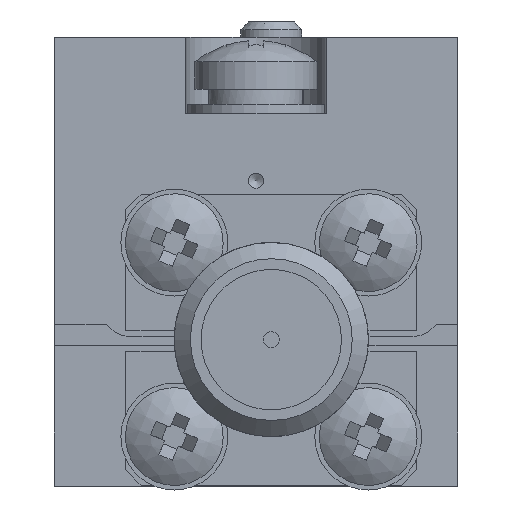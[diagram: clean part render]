
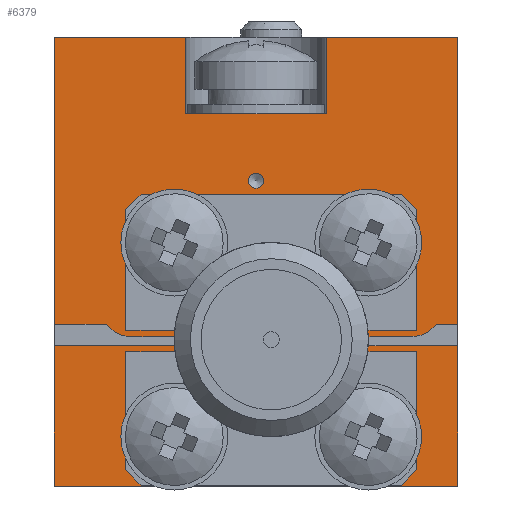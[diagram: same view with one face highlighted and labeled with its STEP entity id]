
A CAD part, left-side view. The second image highlights one B-rep face of the part: STEP entity #6379.
In plain terms, the highlighted planar face has unit normal (-1, 0, 0).
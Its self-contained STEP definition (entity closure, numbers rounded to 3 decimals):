
#6379=ADVANCED_FACE('',(#18918,#18920,#18922,#18924,#18926,#18928),#18930,.F.);
#18918=FACE_BOUND('',#18919,.T.);
#18919=EDGE_LOOP('',(#32178,#32179,#32180,#32181,#32182,#32183,#32184,#32185,#32186,
#32187,#32188,#32189,#32190,#32191,#32192,#32193,#32194,#32195,#32196,#32197));
#18920=FACE_BOUND('',#18921,.T.);
#18921=EDGE_LOOP('',(#32198));
#18922=FACE_BOUND('',#18923,.T.);
#18923=EDGE_LOOP('',(#32199));
#18924=FACE_BOUND('',#18925,.T.);
#18925=EDGE_LOOP('',(#32200));
#18926=FACE_BOUND('',#18927,.T.);
#18927=EDGE_LOOP('',(#32201));
#18928=FACE_BOUND('',#18929,.T.);
#18929=EDGE_LOOP('',(#32202));
#18930=PLANE('',#18931);
#18931=AXIS2_PLACEMENT_3D('',#18932,#18933,#18934);
#18932=CARTESIAN_POINT('',(-27.5,6.6,14.7));
#18933=DIRECTION('',(1.,0.,-0.));
#18934=DIRECTION('',(0.,1.,0.));
#32178=ORIENTED_EDGE('',*,*,#38252,.F.);
#32179=ORIENTED_EDGE('',*,*,#38253,.F.);
#32180=ORIENTED_EDGE('',*,*,#38254,.F.);
#32181=ORIENTED_EDGE('',*,*,#38255,.T.);
#32182=ORIENTED_EDGE('',*,*,#38256,.F.);
#32183=ORIENTED_EDGE('',*,*,#38231,.T.);
#32184=ORIENTED_EDGE('',*,*,#38257,.F.);
#32185=ORIENTED_EDGE('',*,*,#38258,.F.);
#32186=ORIENTED_EDGE('',*,*,#38259,.F.);
#32187=ORIENTED_EDGE('',*,*,#38260,.F.);
#32188=ORIENTED_EDGE('',*,*,#38261,.F.);
#32189=ORIENTED_EDGE('',*,*,#38227,.T.);
#32190=ORIENTED_EDGE('',*,*,#38262,.T.);
#32191=ORIENTED_EDGE('',*,*,#37877,.F.);
#32192=ORIENTED_EDGE('',*,*,#38263,.F.);
#32193=ORIENTED_EDGE('',*,*,#38264,.F.);
#32194=ORIENTED_EDGE('',*,*,#38265,.F.);
#32195=ORIENTED_EDGE('',*,*,#38266,.F.);
#32196=ORIENTED_EDGE('',*,*,#38267,.F.);
#32197=ORIENTED_EDGE('',*,*,#37873,.F.);
#32198=ORIENTED_EDGE('',*,*,#37486,.F.);
#32199=ORIENTED_EDGE('',*,*,#37488,.F.);
#32200=ORIENTED_EDGE('',*,*,#37490,.F.);
#32201=ORIENTED_EDGE('',*,*,#37492,.F.);
#32202=ORIENTED_EDGE('',*,*,#37494,.F.);
#37486=EDGE_CURVE('',#41536,#41536,#41537,.T.);
#37488=EDGE_CURVE('',#41540,#41540,#41541,.T.);
#37490=EDGE_CURVE('',#41544,#41544,#41545,.T.);
#37492=EDGE_CURVE('',#41548,#41548,#41549,.T.);
#37494=EDGE_CURVE('',#41552,#41552,#41553,.T.);
#37873=EDGE_CURVE('',#42309,#42311,#42312,.T.);
#37877=EDGE_CURVE('',#42317,#42319,#42320,.T.);
#38227=EDGE_CURVE('',#43015,#43013,#43016,.T.);
#38231=EDGE_CURVE('',#43023,#43021,#43024,.T.);
#38252=EDGE_CURVE('',#43064,#42309,#43065,.T.);
#38253=EDGE_CURVE('',#43066,#43064,#43067,.T.);
#38254=EDGE_CURVE('',#43068,#43066,#43069,.T.);
#38255=EDGE_CURVE('',#43068,#43070,#43071,.T.);
#38256=EDGE_CURVE('',#43023,#43070,#43072,.T.);
#38257=EDGE_CURVE('',#43073,#43021,#43074,.T.);
#38258=EDGE_CURVE('',#43075,#43073,#43076,.T.);
#38259=EDGE_CURVE('',#43077,#43075,#43078,.T.);
#38260=EDGE_CURVE('',#43079,#43077,#43080,.T.);
#38261=EDGE_CURVE('',#43015,#43079,#43081,.T.);
#38262=EDGE_CURVE('',#43013,#42319,#43082,.T.);
#38263=EDGE_CURVE('',#43083,#42317,#43084,.T.);
#38264=EDGE_CURVE('',#43085,#43083,#43086,.T.);
#38265=EDGE_CURVE('',#43087,#43085,#43088,.T.);
#38266=EDGE_CURVE('',#43089,#43087,#43090,.T.);
#38267=EDGE_CURVE('',#42311,#43089,#43091,.T.);
#41536=VERTEX_POINT('',#53325);
#41537=CIRCLE('',#53326,0.25);
#41540=VERTEX_POINT('',#53436);
#41541=CIRCLE('',#53437,0.625);
#41544=VERTEX_POINT('',#53547);
#41545=CIRCLE('',#53548,0.625);
#41548=VERTEX_POINT('',#53658);
#41549=CIRCLE('',#53659,0.625);
#41552=VERTEX_POINT('',#53769);
#41553=CIRCLE('',#53770,0.625);
#42309=VERTEX_POINT('',#57222);
#42311=VERTEX_POINT('',#57226);
#42312=LINE('',#57227,#57228);
#42317=VERTEX_POINT('',#57238);
#42319=VERTEX_POINT('',#57242);
#42320=LINE('',#57243,#57244);
#43013=VERTEX_POINT('',#63361);
#43015=VERTEX_POINT('',#63365);
#43016=LINE('',#63366,#63367);
#43021=VERTEX_POINT('',#63377);
#43023=VERTEX_POINT('',#63381);
#43024=LINE('',#63382,#63383);
#43064=VERTEX_POINT('',#63464);
#43065=LINE('',#63465,#63466);
#43066=VERTEX_POINT('',#63468);
#43067=LINE('',#63469,#63470);
#43068=VERTEX_POINT('',#63472);
#43069=LINE('',#63473,#63474);
#43070=VERTEX_POINT('',#63476);
#43071=LINE('',#63477,#63478);
#43072=LINE('',#63480,#63481);
#43073=VERTEX_POINT('',#63483);
#43074=LINE('',#63484,#63485);
#43075=VERTEX_POINT('',#63487);
#43076=CIRCLE('',#63488,1.);
#43077=VERTEX_POINT('',#63492);
#43078=LINE('',#63493,#63494);
#43079=VERTEX_POINT('',#63496);
#43080=LINE('',#63497,#63498);
#43081=LINE('',#63500,#63501);
#43082=LINE('',#63503,#63504);
#43083=VERTEX_POINT('',#63506);
#43084=LINE('',#63507,#63508);
#43085=VERTEX_POINT('',#63510);
#43086=LINE('',#63511,#63512);
#43087=VERTEX_POINT('',#63514);
#43088=LINE('',#63515,#63516);
#43089=VERTEX_POINT('',#63518);
#43090=CIRCLE('',#63519,1.);
#43091=LINE('',#63523,#63524);
#53325=CARTESIAN_POINT('',(-27.5,0.,10.25));
#53326=AXIS2_PLACEMENT_3D('',#53327,#53328,#53329);
#53327=CARTESIAN_POINT('',(-27.5,0.,10.));
#53328=DIRECTION('',(-1.,0.,0.));
#53329=DIRECTION('',(0.,0.,-1.));
#53436=CARTESIAN_POINT('',(-27.5,2.675,8.6));
#53437=AXIS2_PLACEMENT_3D('',#53438,#53439,#53440);
#53438=CARTESIAN_POINT('',(-27.5,2.675,7.975));
#53439=DIRECTION('',(-1.,0.,0.));
#53440=DIRECTION('',(-0.,0.,-1.));
#53547=CARTESIAN_POINT('',(-27.5,-3.675,8.6));
#53548=AXIS2_PLACEMENT_3D('',#53549,#53550,#53551);
#53549=CARTESIAN_POINT('',(-27.5,-3.675,7.975));
#53550=DIRECTION('',(-1.,0.,0.));
#53551=DIRECTION('',(-0.,0.,-1.));
#53658=CARTESIAN_POINT('',(-27.5,-3.675,2.25));
#53659=AXIS2_PLACEMENT_3D('',#53660,#53661,#53662);
#53660=CARTESIAN_POINT('',(-27.5,-3.675,1.625));
#53661=DIRECTION('',(-1.,0.,0.));
#53662=DIRECTION('',(-0.,0.,-1.));
#53769=CARTESIAN_POINT('',(-27.5,2.675,2.25));
#53770=AXIS2_PLACEMENT_3D('',#53771,#53772,#53773);
#53771=CARTESIAN_POINT('',(-27.5,2.675,1.625));
#53772=DIRECTION('',(-1.,0.,0.));
#53773=DIRECTION('',(-0.,0.,-1.));
#57222=CARTESIAN_POINT('',(-27.5,-6.6,14.7));
#57226=CARTESIAN_POINT('',(-27.5,-6.6,5.3));
#57227=CARTESIAN_POINT('',(-27.5,-6.6,14.7));
#57228=VECTOR('',#57229,1.);
#57229=DIRECTION('',(0.,0.,-1.));
#57238=CARTESIAN_POINT('',(-27.5,-6.6,4.6));
#57242=CARTESIAN_POINT('',(-27.5,-6.6,0.));
#57243=CARTESIAN_POINT('',(-27.5,-6.6,4.6));
#57244=VECTOR('',#57245,1.);
#57245=DIRECTION('',(0.,0.,-1.));
#63361=CARTESIAN_POINT('',(-27.5,6.6,0.));
#63365=CARTESIAN_POINT('',(-27.5,6.6,4.6));
#63366=CARTESIAN_POINT('',(-27.5,6.6,4.6));
#63367=VECTOR('',#63368,1.);
#63368=DIRECTION('',(0.,0.,-1.));
#63377=CARTESIAN_POINT('',(-27.5,6.6,5.3));
#63381=CARTESIAN_POINT('',(-27.5,6.6,14.7));
#63382=CARTESIAN_POINT('',(-27.5,6.6,14.7));
#63383=VECTOR('',#63384,1.);
#63384=DIRECTION('',(0.,0.,-1.));
#63464=CARTESIAN_POINT('',(-27.5,-2.3,14.7));
#63465=CARTESIAN_POINT('',(-27.5,-2.3,14.7));
#63466=VECTOR('',#63467,1.);
#63467=DIRECTION('',(0.,-1.,0.));
#63468=CARTESIAN_POINT('',(-27.5,-2.3,12.2));
#63469=CARTESIAN_POINT('',(-27.5,-2.3,12.2));
#63470=VECTOR('',#63471,1.);
#63471=DIRECTION('',(0.,0.,1.));
#63472=CARTESIAN_POINT('',(-27.5,2.3,12.2));
#63473=CARTESIAN_POINT('',(-27.5,2.3,12.2));
#63474=VECTOR('',#63475,1.);
#63475=DIRECTION('',(0.,-1.,0.));
#63476=CARTESIAN_POINT('',(-27.5,2.3,14.7));
#63477=CARTESIAN_POINT('',(-27.5,2.3,12.2));
#63478=VECTOR('',#63479,1.);
#63479=DIRECTION('',(0.,0.,1.));
#63480=CARTESIAN_POINT('',(-27.5,6.6,14.7));
#63481=VECTOR('',#63482,1.);
#63482=DIRECTION('',(0.,-1.,0.));
#63483=CARTESIAN_POINT('',(-27.5,4.9,5.3));
#63484=CARTESIAN_POINT('',(-27.5,4.9,5.3));
#63485=VECTOR('',#63486,1.);
#63486=DIRECTION('',(0.,1.,0.));
#63487=CARTESIAN_POINT('',(-27.5,4.1,4.9));
#63488=AXIS2_PLACEMENT_3D('',#63489,#63490,#63491);
#63489=CARTESIAN_POINT('',(-27.5,4.1,5.9));
#63490=DIRECTION('',(1.,0.,0.));
#63491=DIRECTION('',(0.,0.,-1.));
#63492=CARTESIAN_POINT('',(-27.5,2.6,4.9));
#63493=CARTESIAN_POINT('',(-27.5,2.6,4.9));
#63494=VECTOR('',#63495,1.);
#63495=DIRECTION('',(0.,1.,0.));
#63496=CARTESIAN_POINT('',(-27.5,2.6,4.6));
#63497=CARTESIAN_POINT('',(-27.5,2.6,4.6));
#63498=VECTOR('',#63499,1.);
#63499=DIRECTION('',(0.,0.,1.));
#63500=CARTESIAN_POINT('',(-27.5,6.6,4.6));
#63501=VECTOR('',#63502,1.);
#63502=DIRECTION('',(0.,-1.,0.));
#63503=CARTESIAN_POINT('',(-27.5,6.6,0.));
#63504=VECTOR('',#63505,1.);
#63505=DIRECTION('',(0.,-1.,0.));
#63506=CARTESIAN_POINT('',(-27.5,-3.6,4.6));
#63507=CARTESIAN_POINT('',(-27.5,-3.6,4.6));
#63508=VECTOR('',#63509,1.);
#63509=DIRECTION('',(0.,-1.,0.));
#63510=CARTESIAN_POINT('',(-27.5,-3.6,4.9));
#63511=CARTESIAN_POINT('',(-27.5,-3.6,4.9));
#63512=VECTOR('',#63513,1.);
#63513=DIRECTION('',(0.,0.,-1.));
#63514=CARTESIAN_POINT('',(-27.5,-5.1,4.9));
#63515=CARTESIAN_POINT('',(-27.5,-5.1,4.9));
#63516=VECTOR('',#63517,1.);
#63517=DIRECTION('',(0.,1.,0.));
#63518=CARTESIAN_POINT('',(-27.5,-5.9,5.3));
#63519=AXIS2_PLACEMENT_3D('',#63520,#63521,#63522);
#63520=CARTESIAN_POINT('',(-27.5,-5.1,5.9));
#63521=DIRECTION('',(1.,0.,0.));
#63522=DIRECTION('',(0.,-0.8,-0.6));
#63523=CARTESIAN_POINT('',(-27.5,-6.6,5.3));
#63524=VECTOR('',#63525,1.);
#63525=DIRECTION('',(0.,1.,0.));
